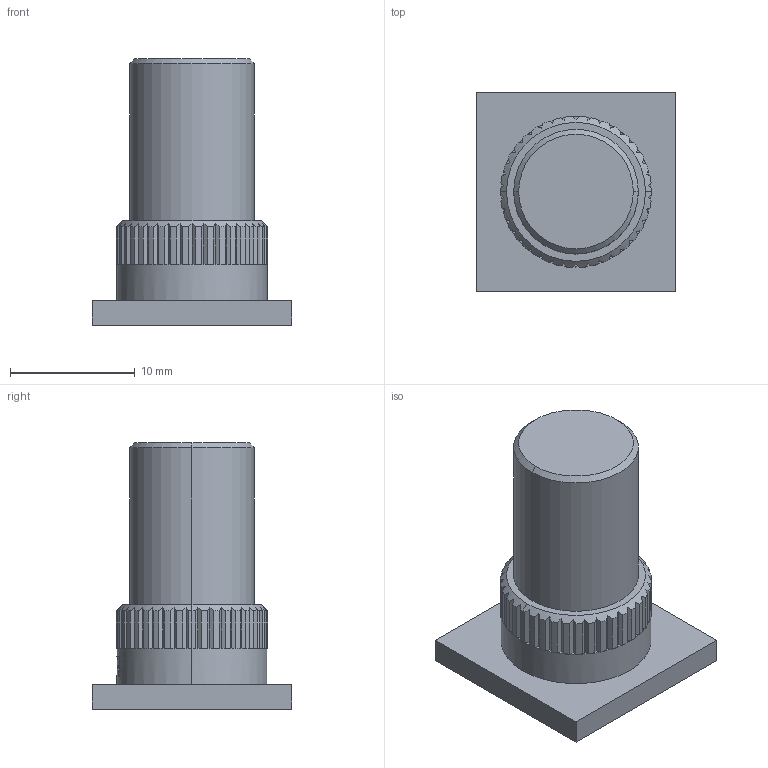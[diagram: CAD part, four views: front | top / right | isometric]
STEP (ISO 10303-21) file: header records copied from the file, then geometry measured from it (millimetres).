
FILE_DESCRIPTION (( 'STEP AP203' ), '1' );
FILE_NAME ('LF991210-B01.STEP', '2021-09-10T10:17:51', ( '' ), ( '' ), 'SwSTEP 2.0', 'SolidWorks 2018', '' );
FILE_SCHEMA (( 'CONFIG_CONTROL_DESIGN' ));
Length unit declared in the file: millimetre
Products named in the file (1): LF991210-B01
Bounding box: 16 x 16 x 21.4 mm (x, y, z)
Volume: 2254.9 mm3; surface area: 1301 mm2
Topology: 1 solids, 1 shells, 234 faces, 605 edges, 377 vertices
Faces by surface type: plane 171, cylinder 45, bspline 14, cone 4
Entity records: 7300 total; most frequent: CARTESIAN_POINT 1674, ORIENTED_EDGE 1210, DIRECTION 1107, EDGE_CURVE 605, AXIS2_PLACEMENT_3D 410, VERTEX_POINT 377, VECTOR 287, LINE 287
